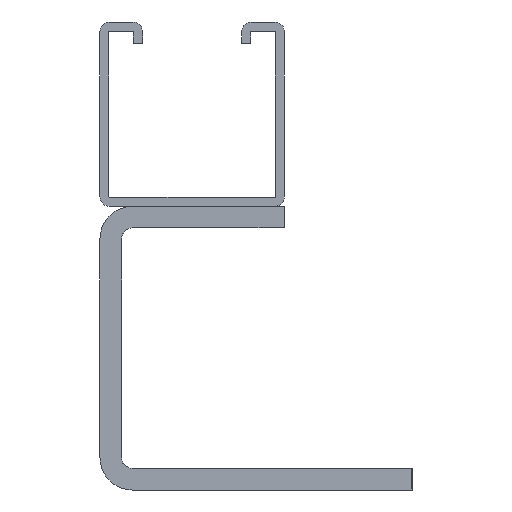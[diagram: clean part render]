
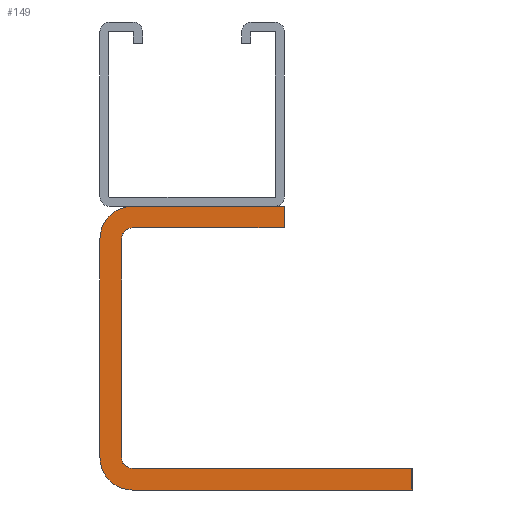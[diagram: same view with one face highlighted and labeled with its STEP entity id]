
A CAD part, front view. The second image highlights one B-rep face of the part: STEP entity #149.
In plain terms, the highlighted planar face has unit normal (0, -1, 0).
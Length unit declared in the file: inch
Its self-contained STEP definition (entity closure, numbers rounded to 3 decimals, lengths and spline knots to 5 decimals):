
#4 = CARTESIAN_POINT ( 'NONE',  ( -0.2635, 0.125, -1.107 ) ) ;
#13 = CARTESIAN_POINT ( 'NONE',  ( -0.4065, 0.125, -1.155 ) ) ;
#93 = VECTOR ( 'NONE', #1543, 39.37008 ) ;
#99 = ORIENTED_EDGE ( 'NONE', *, *, #2451, .F. ) ;
#129 = ORIENTED_EDGE ( 'NONE', *, *, #1056, .T. ) ;
#133 = CARTESIAN_POINT ( 'NONE',  ( -0.2635, 0.125, -0.143 ) ) ;
#137 = DIRECTION ( 'NONE',  ( 0., 1., 0. ) ) ;
#149 = ADVANCED_FACE ( 'NONE', ( #1518 ), #1404, .F. ) ;
#223 = DIRECTION ( 'NONE',  ( 0., -1., 0. ) ) ;
#246 = CARTESIAN_POINT ( 'NONE',  ( -0.4065, 0.125, -0.095 ) ) ;
#254 = DIRECTION ( 'NONE',  ( 0., -1., 0. ) ) ;
#345 = ORIENTED_EDGE ( 'NONE', *, *, #2024, .F. ) ;
#447 = VERTEX_POINT ( 'NONE', #1088 ) ;
#483 = VERTEX_POINT ( 'NONE', #2103 ) ;
#489 = DIRECTION ( 'NONE',  ( -1., 0., 0. ) ) ;
#506 = LINE ( 'NONE', #868, #2792 ) ;
#546 = DIRECTION ( 'NONE',  ( -1., 0., 0. ) ) ;
#606 = AXIS2_PLACEMENT_3D ( 'NONE', #4, #223, #2327 ) ;
#613 = VECTOR ( 'NONE', #2970, 39.37008 ) ;
#622 = VECTOR ( 'NONE', #546, 39.37008 ) ;
#725 = VERTEX_POINT ( 'NONE', #781 ) ;
#737 = CARTESIAN_POINT ( 'NONE',  ( -0.2635, 0.125, 0. ) ) ;
#765 = EDGE_CURVE ( 'NONE', #1890, #2776, #1649, .T. ) ;
#772 = ORIENTED_EDGE ( 'NONE', *, *, #2029, .F. ) ;
#781 = CARTESIAN_POINT ( 'NONE',  ( 0.9685, 0.125, -1.155 ) ) ;
#782 = CIRCLE ( 'NONE', #606, 0.048 ) ;
#796 = VERTEX_POINT ( 'NONE', #2443 ) ;
#799 = CARTESIAN_POINT ( 'NONE',  ( -0.2635, 0.125, -1.155 ) ) ;
#839 = VERTEX_POINT ( 'NONE', #1239 ) ;
#861 = DIRECTION ( 'NONE',  ( 1., 0., 0. ) ) ;
#864 = DIRECTION ( 'NONE',  ( 0., 0., 1. ) ) ;
#868 = CARTESIAN_POINT ( 'NONE',  ( -0.3115, 0.125, -1.25 ) ) ;
#871 = CARTESIAN_POINT ( 'NONE',  ( -0.4065, 0.125, -1.25 ) ) ;
#873 = ORIENTED_EDGE ( 'NONE', *, *, #2494, .F. ) ;
#949 = CIRCLE ( 'NONE', #1587, 0.143 ) ;
#959 = CARTESIAN_POINT ( 'NONE',  ( -0.2635, 0.125, -0.095 ) ) ;
#1056 = EDGE_CURVE ( 'NONE', #1890, #725, #2236, .T. ) ;
#1088 = CARTESIAN_POINT ( 'NONE',  ( -0.3115, 0.125, -1.107 ) ) ;
#1099 = DIRECTION ( 'NONE',  ( 0., 0., -1. ) ) ;
#1112 = ORIENTED_EDGE ( 'NONE', *, *, #765, .F. ) ;
#1123 = ORIENTED_EDGE ( 'NONE', *, *, #1699, .F. ) ;
#1158 = ORIENTED_EDGE ( 'NONE', *, *, #2190, .F. ) ;
#1216 = EDGE_CURVE ( 'NONE', #796, #1677, #1568, .T. ) ;
#1239 = CARTESIAN_POINT ( 'NONE',  ( -0.4065, 0.125, -1.107 ) ) ;
#1252 = LINE ( 'NONE', #13, #1507 ) ;
#1272 = CARTESIAN_POINT ( 'NONE',  ( 0.9685, 0.125, -1.25 ) ) ;
#1305 = CARTESIAN_POINT ( 'NONE',  ( -0.4065, 0.125, 0. ) ) ;
#1317 = CARTESIAN_POINT ( 'NONE',  ( 0.4055, 0.125, -1.25 ) ) ;
#1383 = CIRCLE ( 'NONE', #1784, 0.143 ) ;
#1404 = PLANE ( 'NONE',  #2988 ) ;
#1416 = DIRECTION ( 'NONE',  ( 1., 0., 0. ) ) ;
#1453 = DIRECTION ( 'NONE',  ( -1., 0., 0. ) ) ;
#1492 = CARTESIAN_POINT ( 'NONE',  ( -0.2635, 0.125, -1.25 ) ) ;
#1505 = VECTOR ( 'NONE', #1795, 39.37008 ) ;
#1507 = VECTOR ( 'NONE', #1416, 39.37008 ) ;
#1518 = FACE_OUTER_BOUND ( 'NONE', #2694, .T. ) ;
#1543 = DIRECTION ( 'NONE',  ( 0., 0., -1. ) ) ;
#1568 = LINE ( 'NONE', #246, #2377 ) ;
#1587 = AXIS2_PLACEMENT_3D ( 'NONE', #133, #137, #861 ) ;
#1630 = CARTESIAN_POINT ( 'NONE',  ( -0.2635, 0.125, -0.143 ) ) ;
#1649 = LINE ( 'NONE', #2401, #622 ) ;
#1664 = ORIENTED_EDGE ( 'NONE', *, *, #2285, .F. ) ;
#1677 = VERTEX_POINT ( 'NONE', #959 ) ;
#1699 = EDGE_CURVE ( 'NONE', #447, #2911, #782, .T. ) ;
#1730 = VERTEX_POINT ( 'NONE', #2117 ) ;
#1746 = LINE ( 'NONE', #1317, #93 ) ;
#1749 = VERTEX_POINT ( 'NONE', #2339 ) ;
#1784 = AXIS2_PLACEMENT_3D ( 'NONE', #2364, #2556, #2842 ) ;
#1795 = DIRECTION ( 'NONE',  ( 1., 0., 0. ) ) ;
#1881 = CIRCLE ( 'NONE', #2527, 0.048 ) ;
#1884 = ORIENTED_EDGE ( 'NONE', *, *, #2467, .F. ) ;
#1890 = VERTEX_POINT ( 'NONE', #1272 ) ;
#1898 = DIRECTION ( 'NONE',  ( 1., 0., 0. ) ) ;
#1943 = LINE ( 'NONE', #1305, #1505 ) ;
#2023 = CARTESIAN_POINT ( 'NONE',  ( 0.9685, 0.125, -1.25 ) ) ;
#2024 = EDGE_CURVE ( 'NONE', #3050, #1749, #1943, .T. ) ;
#2029 = EDGE_CURVE ( 'NONE', #483, #447, #506, .T. ) ;
#2103 = CARTESIAN_POINT ( 'NONE',  ( -0.3115, 0.125, -0.143 ) ) ;
#2117 = CARTESIAN_POINT ( 'NONE',  ( -0.4065, 0.125, -0.143 ) ) ;
#2190 = EDGE_CURVE ( 'NONE', #2911, #725, #1252, .T. ) ;
#2236 = LINE ( 'NONE', #2023, #2984 ) ;
#2285 = EDGE_CURVE ( 'NONE', #2776, #839, #1383, .T. ) ;
#2300 = LINE ( 'NONE', #871, #613 ) ;
#2327 = DIRECTION ( 'NONE',  ( -1., 0., 0. ) ) ;
#2339 = CARTESIAN_POINT ( 'NONE',  ( 0.4055, 0.125, 0. ) ) ;
#2364 = CARTESIAN_POINT ( 'NONE',  ( -0.2635, 0.125, -1.107 ) ) ;
#2377 = VECTOR ( 'NONE', #489, 39.37008 ) ;
#2401 = CARTESIAN_POINT ( 'NONE',  ( -0.321, 0.125, -1.25 ) ) ;
#2405 = DIRECTION ( 'NONE',  ( 0., 1., 0. ) ) ;
#2443 = CARTESIAN_POINT ( 'NONE',  ( 0.4055, 0.125, -0.095 ) ) ;
#2451 = EDGE_CURVE ( 'NONE', #839, #1730, #2300, .T. ) ;
#2467 = EDGE_CURVE ( 'NONE', #1749, #796, #1746, .T. ) ;
#2494 = EDGE_CURVE ( 'NONE', #1730, #3050, #949, .T. ) ;
#2527 = AXIS2_PLACEMENT_3D ( 'NONE', #1630, #254, #1898 ) ;
#2556 = DIRECTION ( 'NONE',  ( 0., 1., 0. ) ) ;
#2654 = CARTESIAN_POINT ( 'NONE',  ( -0.4065, 0.125, -1.25 ) ) ;
#2694 = EDGE_LOOP ( 'NONE', ( #1664, #1112, #129, #1158, #1123, #772, #3004, #2940, #1884, #345, #873, #99 ) ) ;
#2776 = VERTEX_POINT ( 'NONE', #1492 ) ;
#2792 = VECTOR ( 'NONE', #1099, 39.37008 ) ;
#2842 = DIRECTION ( 'NONE',  ( -1., 0., 0. ) ) ;
#2911 = VERTEX_POINT ( 'NONE', #799 ) ;
#2940 = ORIENTED_EDGE ( 'NONE', *, *, #1216, .F. ) ;
#2970 = DIRECTION ( 'NONE',  ( 0., 0., 1. ) ) ;
#2984 = VECTOR ( 'NONE', #864, 39.37008 ) ;
#2988 = AXIS2_PLACEMENT_3D ( 'NONE', #2654, #2405, #1453 ) ;
#3004 = ORIENTED_EDGE ( 'NONE', *, *, #3028, .F. ) ;
#3028 = EDGE_CURVE ( 'NONE', #1677, #483, #1881, .T. ) ;
#3050 = VERTEX_POINT ( 'NONE', #737 ) ;
